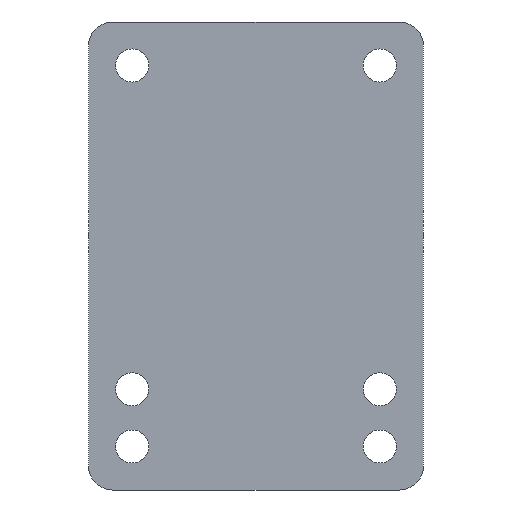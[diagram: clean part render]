
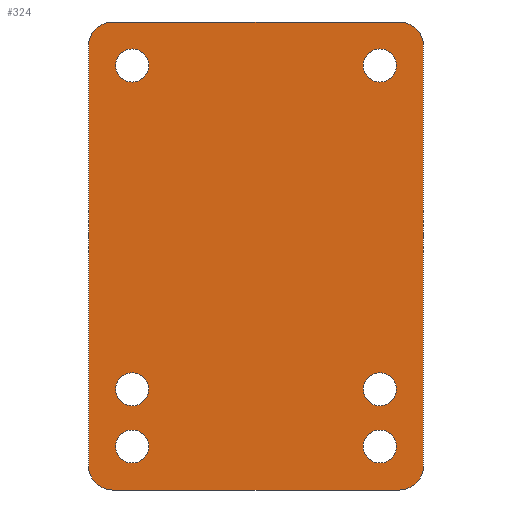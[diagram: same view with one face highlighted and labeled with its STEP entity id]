
A CAD part, front view. The second image highlights one B-rep face of the part: STEP entity #324.
In plain terms, the highlighted planar face has unit normal (0, -1, 0).
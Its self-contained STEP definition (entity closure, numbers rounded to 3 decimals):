
#25=FACE_BOUND('',#75,.T.);
#26=FACE_BOUND('',#76,.T.);
#27=FACE_BOUND('',#77,.T.);
#28=FACE_BOUND('',#78,.T.);
#29=FACE_BOUND('',#79,.T.);
#30=FACE_BOUND('',#80,.T.);
#36=PLANE('',#375);
#52=FACE_OUTER_BOUND('',#74,.T.);
#74=EDGE_LOOP('',(#285,#286,#287,#288,#289,#290,#291,#292));
#75=EDGE_LOOP('',(#293));
#76=EDGE_LOOP('',(#294));
#77=EDGE_LOOP('',(#295));
#78=EDGE_LOOP('',(#296));
#79=EDGE_LOOP('',(#297));
#80=EDGE_LOOP('',(#298));
#85=LINE('',#493,#107);
#91=LINE('',#525,#113);
#94=LINE('',#533,#116);
#102=LINE('',#563,#124);
#107=VECTOR('',#393,10.);
#113=VECTOR('',#425,10.);
#116=VECTOR('',#434,10.);
#124=VECTOR('',#472,10.);
#126=CIRCLE('',#342,4.);
#136=CIRCLE('',#355,4.);
#137=CIRCLE('',#358,4.);
#138=CIRCLE('',#361,4.);
#139=CIRCLE('',#363,2.75);
#140=CIRCLE('',#365,2.75);
#141=CIRCLE('',#367,2.75);
#142=CIRCLE('',#369,2.75);
#143=CIRCLE('',#371,2.75);
#144=CIRCLE('',#373,2.75);
#147=VERTEX_POINT('',#483);
#148=VERTEX_POINT('',#485);
#150=VERTEX_POINT('',#491);
#162=VERTEX_POINT('',#519);
#163=VERTEX_POINT('',#523);
#164=VERTEX_POINT('',#527);
#165=VERTEX_POINT('',#531);
#166=VERTEX_POINT('',#535);
#167=VERTEX_POINT('',#539);
#168=VERTEX_POINT('',#543);
#169=VERTEX_POINT('',#547);
#170=VERTEX_POINT('',#551);
#171=VERTEX_POINT('',#555);
#172=VERTEX_POINT('',#559);
#175=EDGE_CURVE('',#147,#148,#126,.T.);
#179=EDGE_CURVE('',#150,#147,#85,.T.);
#193=EDGE_CURVE('',#162,#150,#136,.T.);
#195=EDGE_CURVE('',#163,#162,#91,.T.);
#197=EDGE_CURVE('',#164,#163,#137,.T.);
#199=EDGE_CURVE('',#165,#164,#94,.T.);
#201=EDGE_CURVE('',#166,#165,#138,.T.);
#203=EDGE_CURVE('',#167,#167,#139,.T.);
#205=EDGE_CURVE('',#168,#168,#140,.T.);
#207=EDGE_CURVE('',#169,#169,#141,.T.);
#209=EDGE_CURVE('',#170,#170,#142,.T.);
#211=EDGE_CURVE('',#171,#171,#143,.T.);
#213=EDGE_CURVE('',#172,#172,#144,.T.);
#214=EDGE_CURVE('',#148,#166,#102,.T.);
#285=ORIENTED_EDGE('',*,*,#175,.F.);
#286=ORIENTED_EDGE('',*,*,#179,.F.);
#287=ORIENTED_EDGE('',*,*,#193,.F.);
#288=ORIENTED_EDGE('',*,*,#195,.F.);
#289=ORIENTED_EDGE('',*,*,#197,.F.);
#290=ORIENTED_EDGE('',*,*,#199,.F.);
#291=ORIENTED_EDGE('',*,*,#201,.F.);
#292=ORIENTED_EDGE('',*,*,#214,.F.);
#293=ORIENTED_EDGE('',*,*,#213,.F.);
#294=ORIENTED_EDGE('',*,*,#211,.F.);
#295=ORIENTED_EDGE('',*,*,#209,.F.);
#296=ORIENTED_EDGE('',*,*,#207,.F.);
#297=ORIENTED_EDGE('',*,*,#205,.F.);
#298=ORIENTED_EDGE('',*,*,#203,.F.);
#324=ADVANCED_FACE('',(#52,#25,#26,#27,#28,#29,#30),#36,.F.);
#342=AXIS2_PLACEMENT_3D('',#486,#386,#387);
#355=AXIS2_PLACEMENT_3D('',#521,#420,#421);
#358=AXIS2_PLACEMENT_3D('',#529,#429,#430);
#361=AXIS2_PLACEMENT_3D('',#537,#438,#439);
#363=AXIS2_PLACEMENT_3D('',#541,#443,#444);
#365=AXIS2_PLACEMENT_3D('',#545,#448,#449);
#367=AXIS2_PLACEMENT_3D('',#549,#453,#454);
#369=AXIS2_PLACEMENT_3D('',#553,#458,#459);
#371=AXIS2_PLACEMENT_3D('',#557,#463,#464);
#373=AXIS2_PLACEMENT_3D('',#561,#468,#469);
#375=AXIS2_PLACEMENT_3D('',#564,#473,#474);
#386=DIRECTION('center_axis',(0.,1.,0.));
#387=DIRECTION('ref_axis',(0.707,0.,-0.707));
#393=DIRECTION('',(0.,0.,-1.));
#420=DIRECTION('center_axis',(0.,1.,0.));
#421=DIRECTION('ref_axis',(0.707,0.,0.707));
#425=DIRECTION('',(1.,0.,0.));
#429=DIRECTION('center_axis',(0.,1.,0.));
#430=DIRECTION('ref_axis',(-0.707,0.,0.707));
#434=DIRECTION('',(0.,0.,1.));
#438=DIRECTION('center_axis',(0.,1.,0.));
#439=DIRECTION('ref_axis',(-0.707,0.,-0.707));
#443=DIRECTION('center_axis',(0.,-1.,0.));
#444=DIRECTION('ref_axis',(1.,0.,0.));
#448=DIRECTION('center_axis',(0.,-1.,0.));
#449=DIRECTION('ref_axis',(1.,0.,0.));
#453=DIRECTION('center_axis',(0.,-1.,0.));
#454=DIRECTION('ref_axis',(1.,0.,0.));
#458=DIRECTION('center_axis',(0.,-1.,0.));
#459=DIRECTION('ref_axis',(1.,0.,0.));
#463=DIRECTION('center_axis',(0.,-1.,0.));
#464=DIRECTION('ref_axis',(1.,0.,0.));
#468=DIRECTION('center_axis',(0.,-1.,0.));
#469=DIRECTION('ref_axis',(1.,0.,0.));
#472=DIRECTION('',(-1.,0.,0.));
#473=DIRECTION('center_axis',(0.,1.,0.));
#474=DIRECTION('ref_axis',(1.,0.,0.));
#483=CARTESIAN_POINT('',(55.8,0.,-74.));
#485=CARTESIAN_POINT('',(51.8,0.,-78.));
#486=CARTESIAN_POINT('Origin',(51.8,0.,-74.));
#491=CARTESIAN_POINT('',(55.8,0.,-4.));
#493=CARTESIAN_POINT('',(55.8,0.,0.));
#519=CARTESIAN_POINT('',(51.8,0.,0.));
#521=CARTESIAN_POINT('Origin',(51.8,0.,-4.));
#523=CARTESIAN_POINT('',(4.,0.,0.));
#525=CARTESIAN_POINT('',(0.,0.,0.));
#527=CARTESIAN_POINT('',(0.,0.,-4.));
#529=CARTESIAN_POINT('Origin',(4.,0.,-4.));
#531=CARTESIAN_POINT('',(0.,0.,-74.));
#533=CARTESIAN_POINT('',(0.,0.,-78.));
#535=CARTESIAN_POINT('',(4.,0.,-78.));
#537=CARTESIAN_POINT('Origin',(4.,0.,-74.));
#539=CARTESIAN_POINT('',(45.788,0.,-61.225));
#541=CARTESIAN_POINT('Origin',(48.538,0.,-61.225));
#543=CARTESIAN_POINT('',(4.513,0.,-70.75));
#545=CARTESIAN_POINT('Origin',(7.263,0.,-70.75));
#547=CARTESIAN_POINT('',(45.788,0.,-70.75));
#549=CARTESIAN_POINT('Origin',(48.538,0.,-70.75));
#551=CARTESIAN_POINT('',(4.512,0.,-61.225));
#553=CARTESIAN_POINT('Origin',(7.263,0.,-61.225));
#555=CARTESIAN_POINT('',(45.788,0.,-7.25));
#557=CARTESIAN_POINT('Origin',(48.538,0.,-7.25));
#559=CARTESIAN_POINT('',(4.513,0.,-7.25));
#561=CARTESIAN_POINT('Origin',(7.263,0.,-7.25));
#563=CARTESIAN_POINT('',(55.8,0.,-78.));
#564=CARTESIAN_POINT('Origin',(27.9,0.,-39.));
